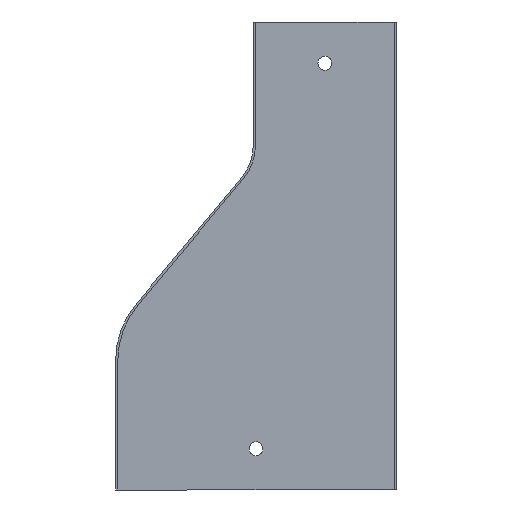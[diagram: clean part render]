
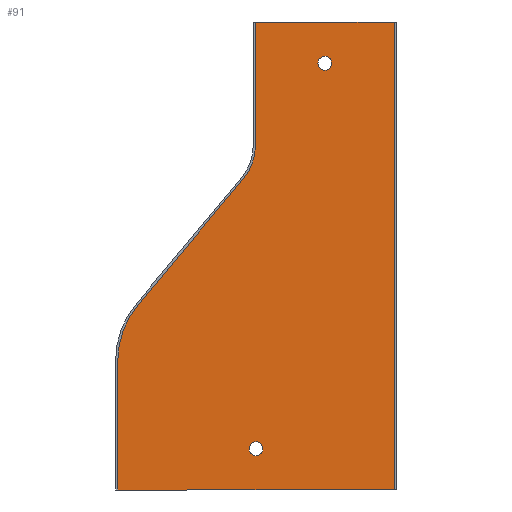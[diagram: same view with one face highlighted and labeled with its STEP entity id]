
A CAD part, front view. The second image highlights one B-rep face of the part: STEP entity #91.
In plain terms, the highlighted planar face has unit normal (0, -1, 0).
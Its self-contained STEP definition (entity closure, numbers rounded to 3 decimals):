
#2 = EDGE_CURVE ( 'NONE', #228, #219, #323, .T. ) ;
#3 = EDGE_CURVE ( 'NONE', #242, #357, #210, .T. ) ;
#6 = EDGE_CURVE ( 'NONE', #177, #237, #316, .T. ) ;
#8 = EDGE_CURVE ( 'NONE', #237, #228, #211, .T. ) ;
#9 = AXIS2_PLACEMENT_3D ( 'NONE', #567, #570, #571 ) ;
#12 = EDGE_CURVE ( 'NONE', #226, #361, #317, .T. ) ;
#13 = EDGE_CURVE ( 'NONE', #128, #128, #311, .T. ) ;
#14 = EDGE_CURVE ( 'NONE', #219, #226, #307, .T. ) ;
#16 = EDGE_CURVE ( 'NONE', #246, #246, #309, .T. ) ;
#49 = AXIS2_PLACEMENT_3D ( 'NONE', #575, #603, #581 ) ;
#54 = AXIS2_PLACEMENT_3D ( 'NONE', #528, #529, #533 ) ;
#56 = EDGE_CURVE ( 'NONE', #242, #361, #276, .T. ) ;
#68 = EDGE_CURVE ( 'NONE', #177, #357, #112, .T. ) ;
#75 = AXIS2_PLACEMENT_3D ( 'NONE', #421, #576, #579 ) ;
#76 = AXIS2_PLACEMENT_3D ( 'NONE', #556, #557, #558 ) ;
#91 = ADVANCED_FACE ( 'NONE', ( #126, #335, #123 ), #637, .F. ) ;
#106 = VECTOR ( 'NONE', #504, 1000. ) ;
#112 = LINE ( 'NONE', #503, #106 ) ;
#118 = ORIENTED_EDGE ( 'NONE', *, *, #2, .T. ) ;
#123 = FACE_OUTER_BOUND ( 'NONE', #363, .T. ) ;
#126 = FACE_BOUND ( 'NONE', #348, .T. ) ;
#128 = VERTEX_POINT ( 'NONE', #444 ) ;
#140 = ORIENTED_EDGE ( 'NONE', *, *, #8, .T. ) ;
#161 = ORIENTED_EDGE ( 'NONE', *, *, #6, .T. ) ;
#177 = VERTEX_POINT ( 'NONE', #422 ) ;
#181 = ORIENTED_EDGE ( 'NONE', *, *, #13, .T. ) ;
#196 = ORIENTED_EDGE ( 'NONE', *, *, #56, .F. ) ;
#198 = ORIENTED_EDGE ( 'NONE', *, *, #12, .T. ) ;
#203 = ORIENTED_EDGE ( 'NONE', *, *, #14, .T. ) ;
#204 = ORIENTED_EDGE ( 'NONE', *, *, #3, .T. ) ;
#210 = LINE ( 'NONE', #501, #319 ) ;
#211 = CIRCLE ( 'NONE', #54, 18.8 ) ;
#219 = VERTEX_POINT ( 'NONE', #441 ) ;
#226 = VERTEX_POINT ( 'NONE', #431 ) ;
#228 = VERTEX_POINT ( 'NONE', #456 ) ;
#237 = VERTEX_POINT ( 'NONE', #428 ) ;
#242 = VERTEX_POINT ( 'NONE', #554 ) ;
#246 = VERTEX_POINT ( 'NONE', #542 ) ;
#276 = LINE ( 'NONE', #644, #370 ) ;
#307 = CIRCLE ( 'NONE', #9, 31.2 ) ;
#309 = CIRCLE ( 'NONE', #49, 2.5 ) ;
#310 = VECTOR ( 'NONE', #535, 1000. ) ;
#311 = CIRCLE ( 'NONE', #76, 2.5 ) ;
#314 = VECTOR ( 'NONE', #522, 1000. ) ;
#316 = LINE ( 'NONE', #506, #314 ) ;
#317 = LINE ( 'NONE', #549, #310 ) ;
#319 = VECTOR ( 'NONE', #500, 1000. ) ;
#321 = VECTOR ( 'NONE', #499, 1000. ) ;
#323 = LINE ( 'NONE', #648, #321 ) ;
#335 = FACE_BOUND ( 'NONE', #375, .T. ) ;
#343 = ORIENTED_EDGE ( 'NONE', *, *, #68, .F. ) ;
#348 = EDGE_LOOP ( 'NONE', ( #354 ) ) ;
#354 = ORIENTED_EDGE ( 'NONE', *, *, #16, .T. ) ;
#357 = VERTEX_POINT ( 'NONE', #565 ) ;
#361 = VERTEX_POINT ( 'NONE', #568 ) ;
#363 = EDGE_LOOP ( 'NONE', ( #196, #204, #343, #161, #140, #118, #203, #198 ) ) ;
#370 = VECTOR ( 'NONE', #598, 1000. ) ;
#375 = EDGE_LOOP ( 'NONE', ( #181 ) ) ;
#421 = CARTESIAN_POINT ( 'NONE',  ( -70., 0., -44.863 ) ) ;
#422 = CARTESIAN_POINT ( 'NONE',  ( -51.2, 0., 0. ) ) ;
#428 = CARTESIAN_POINT ( 'NONE',  ( -51.2, 0., -44.863 ) ) ;
#431 = CARTESIAN_POINT ( 'NONE',  ( -101.2, 0., -122.965 ) ) ;
#441 = CARTESIAN_POINT ( 'NONE',  ( -93.969, 0., -102.991 ) ) ;
#444 = CARTESIAN_POINT ( 'NONE',  ( -51., 0., -152.5 ) ) ;
#456 = CARTESIAN_POINT ( 'NONE',  ( -55.557, 0., -56.898 ) ) ;
#499 = DIRECTION ( 'NONE',  ( -0.64, 0., -0.768 ) ) ;
#500 = DIRECTION ( 'NONE',  ( 0., 0., 1. ) ) ;
#501 = CARTESIAN_POINT ( 'NONE',  ( -0.8, 0., -44.863 ) ) ;
#503 = CARTESIAN_POINT ( 'NONE',  ( -52., 0., 0. ) ) ;
#504 = DIRECTION ( 'NONE',  ( 1., 0., 0. ) ) ;
#506 = CARTESIAN_POINT ( 'NONE',  ( -51.2, 0., -44.863 ) ) ;
#522 = DIRECTION ( 'NONE',  ( 0., 0., -1. ) ) ;
#528 = CARTESIAN_POINT ( 'NONE',  ( -70., 0., -44.863 ) ) ;
#529 = DIRECTION ( 'NONE',  ( 0., 1., 0. ) ) ;
#533 = DIRECTION ( 'NONE',  ( 0., 0., 1. ) ) ;
#535 = DIRECTION ( 'NONE',  ( 0., 0., -1. ) ) ;
#542 = CARTESIAN_POINT ( 'NONE',  ( -26., 0., -12.5 ) ) ;
#549 = CARTESIAN_POINT ( 'NONE',  ( -101.2, 0., -44.863 ) ) ;
#554 = CARTESIAN_POINT ( 'NONE',  ( -0.8, 0., -170. ) ) ;
#556 = CARTESIAN_POINT ( 'NONE',  ( -51., 0., -155. ) ) ;
#557 = DIRECTION ( 'NONE',  ( 0., 1., 0. ) ) ;
#558 = DIRECTION ( 'NONE',  ( 0., 0., 1. ) ) ;
#565 = CARTESIAN_POINT ( 'NONE',  ( -0.8, 0., 0. ) ) ;
#567 = CARTESIAN_POINT ( 'NONE',  ( -70., 0., -122.965 ) ) ;
#568 = CARTESIAN_POINT ( 'NONE',  ( -101.2, 0., -170. ) ) ;
#570 = DIRECTION ( 'NONE',  ( 0., -1., 0. ) ) ;
#571 = DIRECTION ( 'NONE',  ( 0., 0., 1. ) ) ;
#575 = CARTESIAN_POINT ( 'NONE',  ( -26., 0., -15. ) ) ;
#576 = DIRECTION ( 'NONE',  ( 0., 1., 0. ) ) ;
#579 = DIRECTION ( 'NONE',  ( 0., 0., 1. ) ) ;
#581 = DIRECTION ( 'NONE',  ( 0., 0., 1. ) ) ;
#598 = DIRECTION ( 'NONE',  ( -1., 0., 0. ) ) ;
#603 = DIRECTION ( 'NONE',  ( 0., 1., 0. ) ) ;
#637 = PLANE ( 'NONE',  #75 ) ;
#644 = CARTESIAN_POINT ( 'NONE',  ( -102., 0., -170. ) ) ;
#648 = CARTESIAN_POINT ( 'NONE',  ( -55.557, 0., -56.898 ) ) ;
